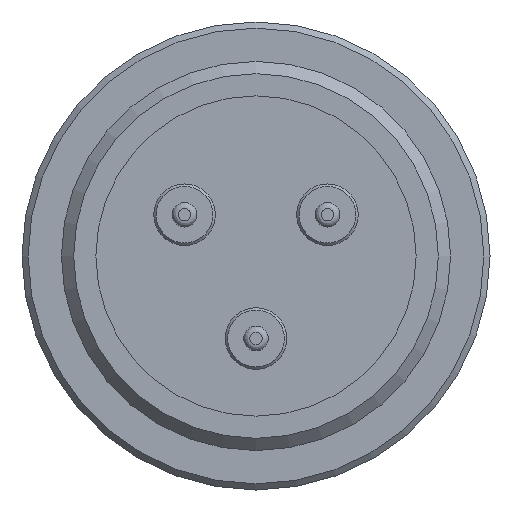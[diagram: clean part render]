
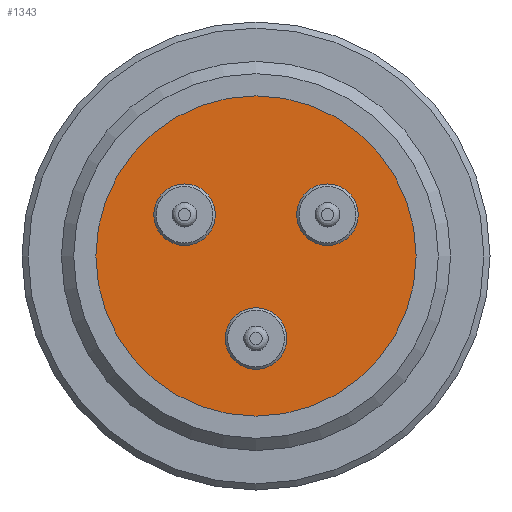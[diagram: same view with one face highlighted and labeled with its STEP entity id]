
A CAD part, front view. The second image highlights one B-rep face of the part: STEP entity #1343.
In plain terms, the highlighted planar face has unit normal (0, -1, 0).
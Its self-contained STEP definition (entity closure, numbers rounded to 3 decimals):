
#36=FACE_BOUND('',#216,.T.);
#37=FACE_BOUND('',#217,.T.);
#38=FACE_BOUND('',#218,.T.);
#60=PLANE('',#1464);
#128=FACE_OUTER_BOUND('',#215,.T.);
#215=EDGE_LOOP('',(#1039));
#216=EDGE_LOOP('',(#1040));
#217=EDGE_LOOP('',(#1041));
#218=EDGE_LOOP('',(#1042));
#262=CIRCLE('',#1410,1.25);
#264=CIRCLE('',#1413,1.25);
#266=CIRCLE('',#1416,1.25);
#280=CIRCLE('',#1463,6.5);
#543=VERTEX_POINT('',#2282);
#545=VERTEX_POINT('',#2288);
#547=VERTEX_POINT('',#2294);
#609=VERTEX_POINT('',#4391);
#685=EDGE_CURVE('',#543,#543,#262,.T.);
#688=EDGE_CURVE('',#545,#545,#264,.T.);
#691=EDGE_CURVE('',#547,#547,#266,.T.);
#784=EDGE_CURVE('',#609,#609,#280,.T.);
#1039=ORIENTED_EDGE('',*,*,#784,.F.);
#1040=ORIENTED_EDGE('',*,*,#685,.T.);
#1041=ORIENTED_EDGE('',*,*,#688,.T.);
#1042=ORIENTED_EDGE('',*,*,#691,.T.);
#1343=ADVANCED_FACE('',(#128,#36,#37,#38),#60,.F.);
#1410=AXIS2_PLACEMENT_3D('',#2283,#1579,#1580);
#1413=AXIS2_PLACEMENT_3D('',#2289,#1586,#1587);
#1416=AXIS2_PLACEMENT_3D('',#2295,#1593,#1594);
#1463=AXIS2_PLACEMENT_3D('',#4393,#1719,#1720);
#1464=AXIS2_PLACEMENT_3D('',#4394,#1721,#1722);
#1579=DIRECTION('center_axis',(0.,1.,0.));
#1580=DIRECTION('ref_axis',(-0.5,0.,0.866));
#1586=DIRECTION('center_axis',(0.,1.,0.));
#1587=DIRECTION('ref_axis',(-0.5,0.,-0.866));
#1593=DIRECTION('center_axis',(0.,1.,0.));
#1594=DIRECTION('ref_axis',(1.,0.,0.));
#1719=DIRECTION('center_axis',(0.,1.,0.));
#1720=DIRECTION('ref_axis',(1.,0.,0.));
#1721=DIRECTION('center_axis',(0.,1.,0.));
#1722=DIRECTION('ref_axis',(1.,0.,0.));
#2282=CARTESIAN_POINT('',(3.526,0.4,0.592));
#2283=CARTESIAN_POINT('Origin',(2.901,0.4,1.675));
#2288=CARTESIAN_POINT('',(-2.276,0.4,2.758));
#2289=CARTESIAN_POINT('Origin',(-2.901,0.4,1.675));
#2294=CARTESIAN_POINT('',(-1.25,0.4,-3.35));
#2295=CARTESIAN_POINT('Origin',(0.,0.4,-3.35));
#4391=CARTESIAN_POINT('',(-6.5,0.4,0.));
#4393=CARTESIAN_POINT('Origin',(0.,0.4,0.));
#4394=CARTESIAN_POINT('Origin',(0.,0.4,0.));
